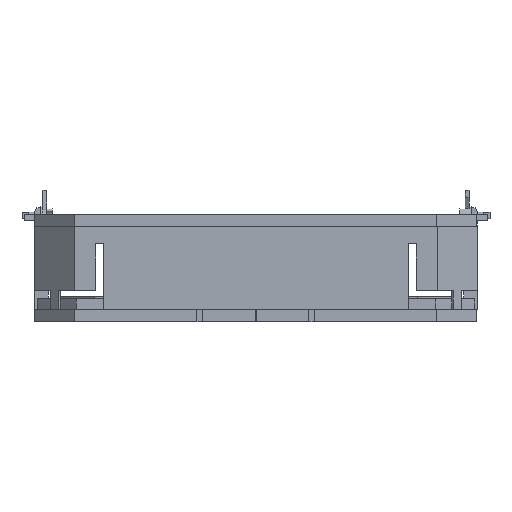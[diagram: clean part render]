
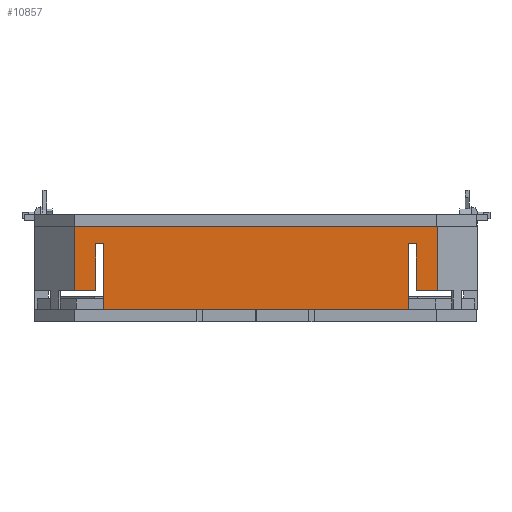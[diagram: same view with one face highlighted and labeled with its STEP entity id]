
A CAD part, front view. The second image highlights one B-rep face of the part: STEP entity #10857.
In plain terms, the highlighted planar face has unit normal (0, -1, 0).
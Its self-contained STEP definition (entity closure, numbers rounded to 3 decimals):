
#16 = VERTEX_POINT ( 'NONE', #8935 ) ;
#54 = LINE ( 'NONE', #1155, #1685 ) ;
#55 = VERTEX_POINT ( 'NONE', #9899 ) ;
#137 = CARTESIAN_POINT ( 'NONE',  ( 56.672, -38., 24.5 ) ) ;
#312 = CARTESIAN_POINT ( 'NONE',  ( -56.672, -38., 0. ) ) ;
#333 = EDGE_CURVE ( 'NONE', #9830, #12116, #54, .T. ) ;
#438 = CARTESIAN_POINT ( 'NONE',  ( 59.672, -38., 24.5 ) ) ;
#620 = VECTOR ( 'NONE', #11262, 1000. ) ;
#897 = VERTEX_POINT ( 'NONE', #9215 ) ;
#1064 = EDGE_CURVE ( 'NONE', #897, #16, #10323, .T. ) ;
#1155 = CARTESIAN_POINT ( 'NONE',  ( -59.672, -38., 24.5 ) ) ;
#1272 = ORIENTED_EDGE ( 'NONE', *, *, #4757, .T. ) ;
#1606 = EDGE_CURVE ( 'NONE', #897, #4594, #2009, .T. ) ;
#1648 = VECTOR ( 'NONE', #10571, 1000. ) ;
#1685 = VECTOR ( 'NONE', #7904, 1000. ) ;
#1863 = EDGE_LOOP ( 'NONE', ( #11830, #1272, #2413, #4839, #10674, #10626, #10939, #3850, #11479, #5921, #2111, #9865 ) ) ;
#1943 = DIRECTION ( 'NONE',  ( 0., 0., -1. ) ) ;
#2009 = LINE ( 'NONE', #7851, #3552 ) ;
#2111 = ORIENTED_EDGE ( 'NONE', *, *, #12603, .T. ) ;
#2192 = CARTESIAN_POINT ( 'NONE',  ( 59.672, -38., 24.5 ) ) ;
#2307 = DIRECTION ( 'NONE',  ( 0., 0., -1. ) ) ;
#2331 = EDGE_CURVE ( 'NONE', #16, #4748, #3830, .T. ) ;
#2392 = CARTESIAN_POINT ( 'NONE',  ( -67.5, -38., 31. ) ) ;
#2413 = ORIENTED_EDGE ( 'NONE', *, *, #6210, .F. ) ;
#2431 = LINE ( 'NONE', #6299, #8562 ) ;
#2458 = LINE ( 'NONE', #11137, #620 ) ;
#2552 = CARTESIAN_POINT ( 'NONE',  ( -56.672, -38., 24.5 ) ) ;
#2564 = LINE ( 'NONE', #4464, #7582 ) ;
#2757 = LINE ( 'NONE', #4711, #9359 ) ;
#3148 = LINE ( 'NONE', #2192, #3273 ) ;
#3273 = VECTOR ( 'NONE', #4270, 1000. ) ;
#3300 = CARTESIAN_POINT ( 'NONE',  ( -56.672, -38., 7. ) ) ;
#3418 = DIRECTION ( 'NONE',  ( 0., 0., 1. ) ) ;
#3536 = VERTEX_POINT ( 'NONE', #438 ) ;
#3552 = VECTOR ( 'NONE', #1943, 1000. ) ;
#3830 = LINE ( 'NONE', #7697, #6328 ) ;
#3850 = ORIENTED_EDGE ( 'NONE', *, *, #333, .F. ) ;
#3898 = DIRECTION ( 'NONE',  ( 0., 0., -1. ) ) ;
#3947 = VERTEX_POINT ( 'NONE', #2552 ) ;
#4270 = DIRECTION ( 'NONE',  ( 0., 0., -1. ) ) ;
#4356 = FACE_OUTER_BOUND ( 'NONE', #1863, .T. ) ;
#4464 = CARTESIAN_POINT ( 'NONE',  ( 56.672, -38., 7. ) ) ;
#4594 = VERTEX_POINT ( 'NONE', #6578 ) ;
#4597 = AXIS2_PLACEMENT_3D ( 'NONE', #2392, #6261, #3418 ) ;
#4711 = CARTESIAN_POINT ( 'NONE',  ( 56.672, -38., 7. ) ) ;
#4746 = VERTEX_POINT ( 'NONE', #312 ) ;
#4748 = VERTEX_POINT ( 'NONE', #7016 ) ;
#4757 = EDGE_CURVE ( 'NONE', #3536, #5084, #3148, .T. ) ;
#4801 = VECTOR ( 'NONE', #11264, 1000. ) ;
#4839 = ORIENTED_EDGE ( 'NONE', *, *, #2331, .F. ) ;
#5084 = VERTEX_POINT ( 'NONE', #10041 ) ;
#5261 = EDGE_CURVE ( 'NONE', #9830, #3947, #2431, .T. ) ;
#5276 = CARTESIAN_POINT ( 'NONE',  ( -67.5, -38., 31. ) ) ;
#5317 = CARTESIAN_POINT ( 'NONE',  ( -67.5, -38., 0. ) ) ;
#5469 = DIRECTION ( 'NONE',  ( 1., 0., 0. ) ) ;
#5658 = EDGE_CURVE ( 'NONE', #4594, #12116, #2458, .T. ) ;
#5921 = ORIENTED_EDGE ( 'NONE', *, *, #11486, .T. ) ;
#6200 = PLANE ( 'NONE',  #4597 ) ;
#6210 = EDGE_CURVE ( 'NONE', #4748, #5084, #2757, .T. ) ;
#6261 = DIRECTION ( 'NONE',  ( 0., 1., 0. ) ) ;
#6299 = CARTESIAN_POINT ( 'NONE',  ( -59.672, -38., 24.5 ) ) ;
#6328 = VECTOR ( 'NONE', #3898, 1000. ) ;
#6438 = DIRECTION ( 'NONE',  ( 1., 0., 0. ) ) ;
#6498 = CARTESIAN_POINT ( 'NONE',  ( -59.672, -38., 24.5 ) ) ;
#6578 = CARTESIAN_POINT ( 'NONE',  ( -67.5, -38., 7. ) ) ;
#6666 = VECTOR ( 'NONE', #9271, 1000. ) ;
#6933 = EDGE_CURVE ( 'NONE', #3536, #10725, #10768, .T. ) ;
#7016 = CARTESIAN_POINT ( 'NONE',  ( 67.5, -38., 7. ) ) ;
#7582 = VECTOR ( 'NONE', #2307, 1000. ) ;
#7697 = CARTESIAN_POINT ( 'NONE',  ( 67.5, -38., 31. ) ) ;
#7851 = CARTESIAN_POINT ( 'NONE',  ( -67.5, -38., 31. ) ) ;
#7904 = DIRECTION ( 'NONE',  ( 0., 0., -1. ) ) ;
#8211 = VECTOR ( 'NONE', #5469, 1000. ) ;
#8556 = EDGE_CURVE ( 'NONE', #10725, #55, #2564, .T. ) ;
#8562 = VECTOR ( 'NONE', #6438, 1000. ) ;
#8663 = DIRECTION ( 'NONE',  ( -1., 0., 0. ) ) ;
#8935 = CARTESIAN_POINT ( 'NONE',  ( 67.5, -38., 31. ) ) ;
#9215 = CARTESIAN_POINT ( 'NONE',  ( -67.5, -38., 31. ) ) ;
#9271 = DIRECTION ( 'NONE',  ( 1., 0., 0. ) ) ;
#9359 = VECTOR ( 'NONE', #8663, 1000. ) ;
#9830 = VERTEX_POINT ( 'NONE', #6498 ) ;
#9865 = ORIENTED_EDGE ( 'NONE', *, *, #8556, .F. ) ;
#9899 = CARTESIAN_POINT ( 'NONE',  ( 56.672, -38., 0. ) ) ;
#10041 = CARTESIAN_POINT ( 'NONE',  ( 59.672, -38., 7. ) ) ;
#10164 = LINE ( 'NONE', #3300, #4801 ) ;
#10232 = LINE ( 'NONE', #5317, #6666 ) ;
#10323 = LINE ( 'NONE', #5276, #8211 ) ;
#10571 = DIRECTION ( 'NONE',  ( -1., 0., 0. ) ) ;
#10626 = ORIENTED_EDGE ( 'NONE', *, *, #1606, .T. ) ;
#10674 = ORIENTED_EDGE ( 'NONE', *, *, #1064, .F. ) ;
#10725 = VERTEX_POINT ( 'NONE', #137 ) ;
#10768 = LINE ( 'NONE', #12619, #1648 ) ;
#10857 = ADVANCED_FACE ( 'NONE', ( #4356 ), #6200, .F. ) ;
#10939 = ORIENTED_EDGE ( 'NONE', *, *, #5658, .T. ) ;
#11137 = CARTESIAN_POINT ( 'NONE',  ( -56.672, -38., 7. ) ) ;
#11262 = DIRECTION ( 'NONE',  ( 1., 0., 0. ) ) ;
#11264 = DIRECTION ( 'NONE',  ( 0., 0., -1. ) ) ;
#11479 = ORIENTED_EDGE ( 'NONE', *, *, #5261, .T. ) ;
#11486 = EDGE_CURVE ( 'NONE', #3947, #4746, #10164, .T. ) ;
#11565 = CARTESIAN_POINT ( 'NONE',  ( -59.672, -38., 7. ) ) ;
#11830 = ORIENTED_EDGE ( 'NONE', *, *, #6933, .F. ) ;
#12116 = VERTEX_POINT ( 'NONE', #11565 ) ;
#12603 = EDGE_CURVE ( 'NONE', #4746, #55, #10232, .T. ) ;
#12619 = CARTESIAN_POINT ( 'NONE',  ( 59.672, -38., 24.5 ) ) ;
